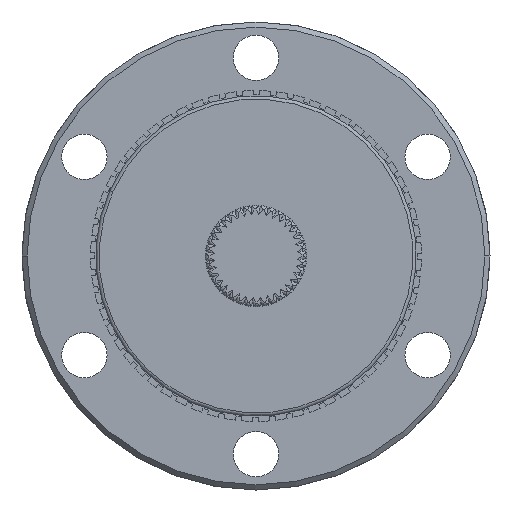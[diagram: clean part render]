
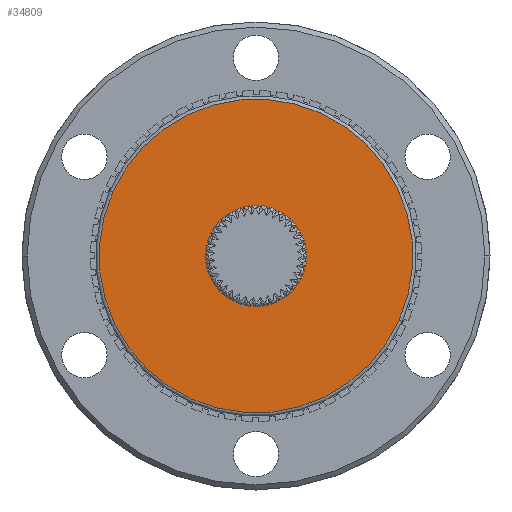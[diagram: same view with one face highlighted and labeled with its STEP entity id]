
A CAD part, left-side view. The second image highlights one B-rep face of the part: STEP entity #34809.
In plain terms, the highlighted planar face has unit normal (-1, 0, 0).
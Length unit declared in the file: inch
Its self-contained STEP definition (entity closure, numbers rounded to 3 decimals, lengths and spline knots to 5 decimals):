
#748 = EDGE_CURVE ( 'NONE', #19736, #19779, #11173, .T. ) ;
#977 = FACE_OUTER_BOUND ( 'NONE', #6351, .T. ) ;
#985 = FACE_BOUND ( 'NONE', #6647, .T. ) ;
#3670 = AXIS2_PLACEMENT_3D ( 'NONE', #7725, #8254, #8306 ) ;
#3673 = AXIS2_PLACEMENT_3D ( 'NONE', #8572, #8413, #8414 ) ;
#3712 = AXIS2_PLACEMENT_3D ( 'NONE', #9377, #7790, #8616 ) ;
#4352 = EDGE_CURVE ( 'NONE', #18953, #18934, #12367, .T. ) ;
#5397 = CARTESIAN_POINT ( 'NONE',  ( -8.6384, 0., 0. ) ) ;
#5398 = PLANE ( 'NONE',  #7339 ) ;
#5407 = DIRECTION ( 'NONE',  ( 0., 0.913, 0.409 ) ) ;
#5408 = DIRECTION ( 'NONE',  ( -1., 0., 0. ) ) ;
#5931 = EDGE_CURVE ( 'NONE', #19779, #19736, #12869, .T. ) ;
#6026 = EDGE_CURVE ( 'NONE', #18934, #18953, #12612, .T. ) ;
#6351 = EDGE_LOOP ( 'NONE', ( #33935, #33954 ) ) ;
#6647 = EDGE_LOOP ( 'NONE', ( #33933, #33936 ) ) ;
#7339 = AXIS2_PLACEMENT_3D ( 'NONE', #5397, #5408, #5407 ) ;
#7725 = CARTESIAN_POINT ( 'NONE',  ( -8.6384, 0., 0. ) ) ;
#7790 = DIRECTION ( 'NONE',  ( -1., 0., 0. ) ) ;
#8254 = DIRECTION ( 'NONE',  ( -1., 0., 0. ) ) ;
#8306 = DIRECTION ( 'NONE',  ( 0., 0.913, 0.409 ) ) ;
#8413 = DIRECTION ( 'NONE',  ( -1., 0., 0. ) ) ;
#8414 = DIRECTION ( 'NONE',  ( 0., 0.913, 0.409 ) ) ;
#8572 = CARTESIAN_POINT ( 'NONE',  ( -8.6384, 0., 0. ) ) ;
#8616 = DIRECTION ( 'NONE',  ( 0., 0.913, 0.409 ) ) ;
#9377 = CARTESIAN_POINT ( 'NONE',  ( -8.6384, 0., 0. ) ) ;
#11173 = CIRCLE ( 'NONE', #20616, 0.275 ) ;
#12367 = CIRCLE ( 'NONE', #3670, 0.915 ) ;
#12612 = CIRCLE ( 'NONE', #3712, 0.915 ) ;
#12869 = CIRCLE ( 'NONE', #3673, 0.275 ) ;
#18934 = VERTEX_POINT ( 'NONE', #28000 ) ;
#18953 = VERTEX_POINT ( 'NONE', #27986 ) ;
#19256 = DIRECTION ( 'NONE',  ( 0., 0.913, 0.409 ) ) ;
#19266 = DIRECTION ( 'NONE',  ( -1., 0., 0. ) ) ;
#19270 = CARTESIAN_POINT ( 'NONE',  ( -8.6384, 0., 0. ) ) ;
#19736 = VERTEX_POINT ( 'NONE', #27950 ) ;
#19779 = VERTEX_POINT ( 'NONE', #27925 ) ;
#20616 = AXIS2_PLACEMENT_3D ( 'NONE', #19270, #19266, #19256 ) ;
#27925 = CARTESIAN_POINT ( 'NONE',  ( -8.6384, -0.25094, -0.11248 ) ) ;
#27950 = CARTESIAN_POINT ( 'NONE',  ( -8.6384, 0.25094, 0.11248 ) ) ;
#27986 = CARTESIAN_POINT ( 'NONE',  ( -8.6384, -0.83496, -0.37425 ) ) ;
#28000 = CARTESIAN_POINT ( 'NONE',  ( -8.6384, 0.83496, 0.37425 ) ) ;
#33933 = ORIENTED_EDGE ( 'NONE', *, *, #5931, .F. ) ;
#33935 = ORIENTED_EDGE ( 'NONE', *, *, #6026, .T. ) ;
#33936 = ORIENTED_EDGE ( 'NONE', *, *, #748, .F. ) ;
#33954 = ORIENTED_EDGE ( 'NONE', *, *, #4352, .T. ) ;
#34809 = ADVANCED_FACE ( 'NONE', ( #977, #985 ), #5398, .T. ) ;
